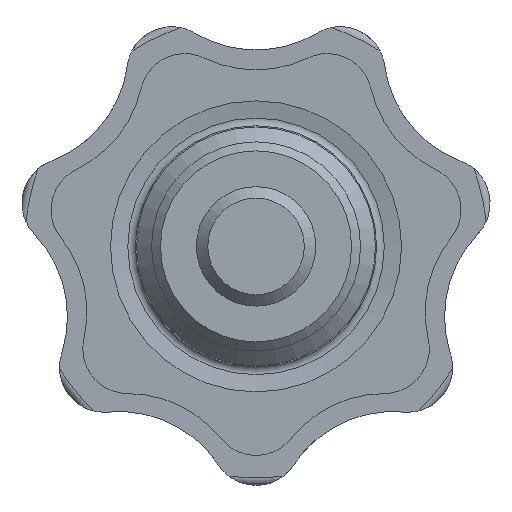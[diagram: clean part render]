
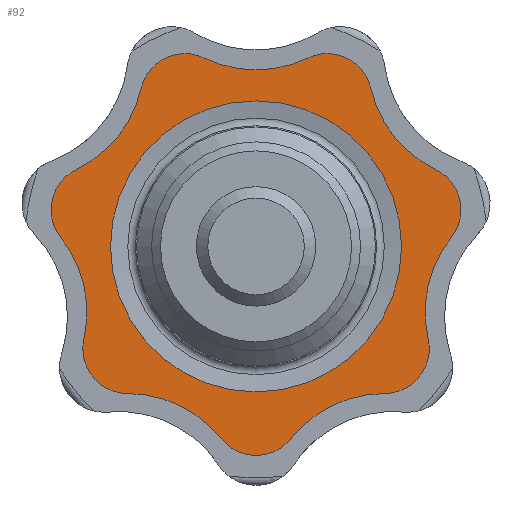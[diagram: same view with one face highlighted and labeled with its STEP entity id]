
A CAD part, front view. The second image highlights one B-rep face of the part: STEP entity #92.
In plain terms, the highlighted planar face has unit normal (0, -1, 0).
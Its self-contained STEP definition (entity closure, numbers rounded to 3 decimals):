
#92 = ADVANCED_FACE( '', ( #223, #224 ), #225, .F. );
#223 = FACE_OUTER_BOUND( '', #394, .T. );
#224 = FACE_BOUND( '', #395, .T. );
#225 = PLANE( '', #396 );
#394 = EDGE_LOOP( '', ( #607, #608, #609, #610, #611, #612, #613, #614, #615, #616, #617, #618, #619, #620 ) );
#395 = EDGE_LOOP( '', ( #621 ) );
#396 = AXIS2_PLACEMENT_3D( '', #622, #623, #624 );
#607 = ORIENTED_EDGE( '', *, *, #1042, .T. );
#608 = ORIENTED_EDGE( '', *, *, #1043, .F. );
#609 = ORIENTED_EDGE( '', *, *, #1044, .T. );
#610 = ORIENTED_EDGE( '', *, *, #1045, .F. );
#611 = ORIENTED_EDGE( '', *, *, #1046, .T. );
#612 = ORIENTED_EDGE( '', *, *, #1047, .F. );
#613 = ORIENTED_EDGE( '', *, *, #1007, .T. );
#614 = ORIENTED_EDGE( '', *, *, #1048, .F. );
#615 = ORIENTED_EDGE( '', *, *, #1049, .T. );
#616 = ORIENTED_EDGE( '', *, *, #1050, .F. );
#617 = ORIENTED_EDGE( '', *, *, #1051, .T. );
#618 = ORIENTED_EDGE( '', *, *, #1052, .F. );
#619 = ORIENTED_EDGE( '', *, *, #1053, .T. );
#620 = ORIENTED_EDGE( '', *, *, #1054, .F. );
#621 = ORIENTED_EDGE( '', *, *, #1055, .F. );
#622 = CARTESIAN_POINT( '', ( -13.962, 17., -5.635 ) );
#623 = DIRECTION( '', ( 0., 1., 0. ) );
#624 = DIRECTION( '', ( 0., 0., 1. ) );
#1007 = EDGE_CURVE( '', #1203, #1200, #1204, .T. );
#1042 = EDGE_CURVE( '', #1266, #1267, #1268, .T. );
#1043 = EDGE_CURVE( '', #1269, #1267, #1270, .T. );
#1044 = EDGE_CURVE( '', #1269, #1271, #1272, .T. );
#1045 = EDGE_CURVE( '', #1273, #1271, #1274, .T. );
#1046 = EDGE_CURVE( '', #1273, #1275, #1276, .T. );
#1047 = EDGE_CURVE( '', #1203, #1275, #1277, .T. );
#1048 = EDGE_CURVE( '', #1278, #1200, #1279, .T. );
#1049 = EDGE_CURVE( '', #1278, #1280, #1281, .T. );
#1050 = EDGE_CURVE( '', #1282, #1280, #1283, .T. );
#1051 = EDGE_CURVE( '', #1282, #1284, #1285, .T. );
#1052 = EDGE_CURVE( '', #1286, #1284, #1287, .T. );
#1053 = EDGE_CURVE( '', #1286, #1288, #1289, .T. );
#1054 = EDGE_CURVE( '', #1266, #1288, #1290, .T. );
#1055 = EDGE_CURVE( '', #1291, #1291, #1292, .F. );
#1200 = VERTEX_POINT( '', #1538 );
#1203 = VERTEX_POINT( '', #1542 );
#1204 = CIRCLE( '', #1543, 8. );
#1266 = VERTEX_POINT( '', #1936 );
#1267 = VERTEX_POINT( '', #1937 );
#1268 = CIRCLE( '', #1938, 8. );
#1269 = VERTEX_POINT( '', #1939 );
#1270 = CIRCLE( '', #1940, 3. );
#1271 = VERTEX_POINT( '', #1941 );
#1272 = CIRCLE( '', #1942, 8. );
#1273 = VERTEX_POINT( '', #1943 );
#1274 = CIRCLE( '', #1944, 3. );
#1275 = VERTEX_POINT( '', #1945 );
#1276 = CIRCLE( '', #1946, 8. );
#1277 = CIRCLE( '', #1947, 3. );
#1278 = VERTEX_POINT( '', #1948 );
#1279 = CIRCLE( '', #1949, 3. );
#1280 = VERTEX_POINT( '', #1950 );
#1281 = CIRCLE( '', #1951, 8. );
#1282 = VERTEX_POINT( '', #1952 );
#1283 = CIRCLE( '', #1953, 3. );
#1284 = VERTEX_POINT( '', #1954 );
#1285 = CIRCLE( '', #1955, 8. );
#1286 = VERTEX_POINT( '', #1956 );
#1287 = CIRCLE( '', #1957, 3. );
#1288 = VERTEX_POINT( '', #1958 );
#1289 = CIRCLE( '', #1959, 8. );
#1290 = CIRCLE( '', #1960, 3. );
#1291 = VERTEX_POINT( '', #1961 );
#1292 = CIRCLE( '', #1962, 9.747 );
#1538 = CARTESIAN_POINT( '', ( 13.07, 17., 0.577 ) );
#1542 = CARTESIAN_POINT( '', ( 11.525, 17., -6.191 ) );
#1543 = AXIS2_PLACEMENT_3D( '', #2240, #2241, #2242 );
#1936 = CARTESIAN_POINT( '', ( -13.07, 17., 0.577 ) );
#1937 = CARTESIAN_POINT( '', ( -11.525, 17., -6.191 ) );
#1938 = AXIS2_PLACEMENT_3D( '', #2268, #2269, #2270 );
#1939 = CARTESIAN_POINT( '', ( -8.6, 17., -9.858 ) );
#1940 = AXIS2_PLACEMENT_3D( '', #2271, #2272, #2273 );
#1941 = CARTESIAN_POINT( '', ( -2.345, 17., -12.87 ) );
#1942 = AXIS2_PLACEMENT_3D( '', #2274, #2275, #2276 );
#1943 = CARTESIAN_POINT( '', ( 2.345, 17., -12.87 ) );
#1944 = AXIS2_PLACEMENT_3D( '', #2277, #2278, #2279 );
#1945 = CARTESIAN_POINT( '', ( 8.6, 17., -9.858 ) );
#1946 = AXIS2_PLACEMENT_3D( '', #2280, #2281, #2282 );
#1947 = AXIS2_PLACEMENT_3D( '', #2283, #2284, #2285 );
#1948 = CARTESIAN_POINT( '', ( 12.026, 17., 5.151 ) );
#1949 = AXIS2_PLACEMENT_3D( '', #2286, #2287, #2288 );
#1950 = CARTESIAN_POINT( '', ( 7.698, 17., 10.578 ) );
#1951 = AXIS2_PLACEMENT_3D( '', #2289, #2290, #2291 );
#1952 = CARTESIAN_POINT( '', ( 3.471, 17., 12.614 ) );
#1953 = AXIS2_PLACEMENT_3D( '', #2292, #2293, #2294 );
#1954 = CARTESIAN_POINT( '', ( -3.471, 17., 12.614 ) );
#1955 = AXIS2_PLACEMENT_3D( '', #2295, #2296, #2297 );
#1956 = CARTESIAN_POINT( '', ( -7.698, 17., 10.578 ) );
#1957 = AXIS2_PLACEMENT_3D( '', #2298, #2299, #2300 );
#1958 = CARTESIAN_POINT( '', ( -12.026, 17., 5.151 ) );
#1959 = AXIS2_PLACEMENT_3D( '', #2301, #2302, #2303 );
#1960 = AXIS2_PLACEMENT_3D( '', #2304, #2305, #2306 );
#1961 = CARTESIAN_POINT( '', ( 0., 17., 9.747 ) );
#1962 = AXIS2_PLACEMENT_3D( '', #2307, #2308, #2309 );
#2240 = CARTESIAN_POINT( '', ( 19.324, 17., -4.411 ) );
#2241 = DIRECTION( '', ( 0., 1., 0. ) );
#2242 = DIRECTION( '', ( 1., 0., 0. ) );
#2268 = CARTESIAN_POINT( '', ( -19.324, 17., -4.411 ) );
#2269 = DIRECTION( '', ( 0., 1., 0. ) );
#2270 = DIRECTION( '', ( 1., 0., 0. ) );
#2271 = CARTESIAN_POINT( '', ( -8.6, 17., -6.858 ) );
#2272 = DIRECTION( '', ( 0., 1., 0. ) );
#2273 = DIRECTION( '', ( 1., 0., 0. ) );
#2274 = CARTESIAN_POINT( '', ( -8.6, 17., -17.858 ) );
#2275 = DIRECTION( '', ( 0., 1., 0. ) );
#2276 = DIRECTION( '', ( 1., 0., 0. ) );
#2277 = CARTESIAN_POINT( '', ( 0., 17., -11. ) );
#2278 = DIRECTION( '', ( 0., 1., 0. ) );
#2279 = DIRECTION( '', ( 1., 0., 0. ) );
#2280 = CARTESIAN_POINT( '', ( 8.6, 17., -17.858 ) );
#2281 = DIRECTION( '', ( 0., 1., 0. ) );
#2282 = DIRECTION( '', ( 1., 0., 0. ) );
#2283 = CARTESIAN_POINT( '', ( 8.6, 17., -6.858 ) );
#2284 = DIRECTION( '', ( 0., 1., 0. ) );
#2285 = DIRECTION( '', ( 1., 0., 0. ) );
#2286 = CARTESIAN_POINT( '', ( 10.724, 17., 2.448 ) );
#2287 = DIRECTION( '', ( 0., 1., 0. ) );
#2288 = DIRECTION( '', ( 1., 0., 0. ) );
#2289 = CARTESIAN_POINT( '', ( 15.497, 17., 12.358 ) );
#2290 = DIRECTION( '', ( 0., 1., 0. ) );
#2291 = DIRECTION( '', ( 1., 0., 0. ) );
#2292 = CARTESIAN_POINT( '', ( 4.773, 17., 9.911 ) );
#2293 = DIRECTION( '', ( 0., 1., 0. ) );
#2294 = DIRECTION( '', ( 1., 0., 0. ) );
#2295 = CARTESIAN_POINT( '', ( 0., 17., 19.821 ) );
#2296 = DIRECTION( '', ( 0., 1., 0. ) );
#2297 = DIRECTION( '', ( 1., 0., 0. ) );
#2298 = CARTESIAN_POINT( '', ( -4.773, 17., 9.911 ) );
#2299 = DIRECTION( '', ( 0., 1., 0. ) );
#2300 = DIRECTION( '', ( 1., 0., 0. ) );
#2301 = CARTESIAN_POINT( '', ( -15.497, 17., 12.358 ) );
#2302 = DIRECTION( '', ( 0., 1., 0. ) );
#2303 = DIRECTION( '', ( 1., 0., 0. ) );
#2304 = CARTESIAN_POINT( '', ( -10.724, 17., 2.448 ) );
#2305 = DIRECTION( '', ( 0., 1., 0. ) );
#2306 = DIRECTION( '', ( 1., 0., 0. ) );
#2307 = CARTESIAN_POINT( '', ( 0., 17., 0. ) );
#2308 = DIRECTION( '', ( 0., 1., 0. ) );
#2309 = DIRECTION( '', ( 0., 0., 1. ) );
